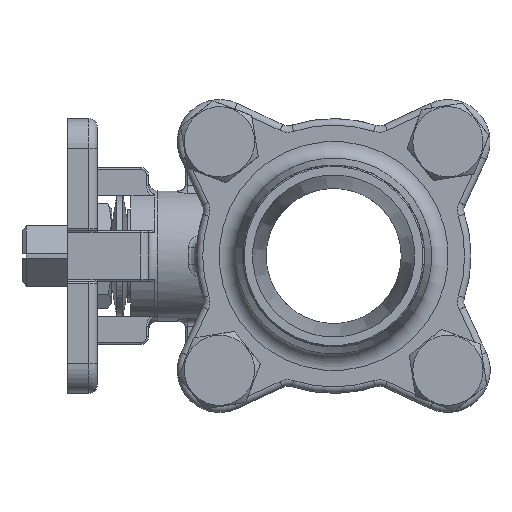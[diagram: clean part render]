
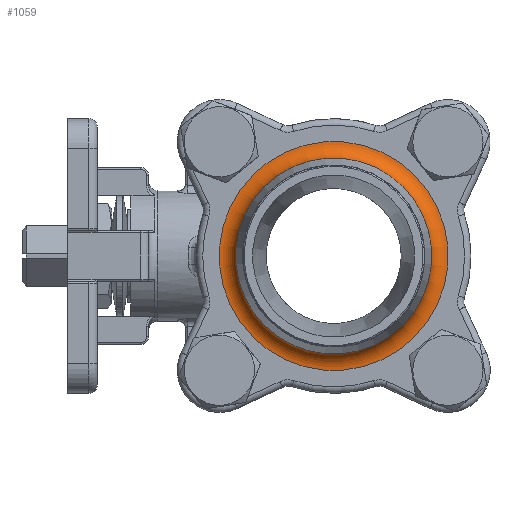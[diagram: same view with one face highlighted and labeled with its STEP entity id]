
A CAD part, left-side view. The second image highlights one B-rep face of the part: STEP entity #1059.
In plain terms, the highlighted toroidal (fillet/blend) face has major radius 27.106 mm and minor radius 4 mm.
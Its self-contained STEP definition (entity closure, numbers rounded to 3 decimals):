
#316 = TOROIDAL_SURFACE ( 'NONE', #31663, 27.106, 4. ) ;
#1059 = ADVANCED_FACE ( 'NONE', ( #13921, #5011 ), #316, .F. ) ;
#1253 = CARTESIAN_POINT ( 'NONE',  ( -34., 0., 0. ) ) ;
#1901 = AXIS2_PLACEMENT_3D ( 'NONE', #1253, #19404, #37579 ) ;
#3679 = EDGE_CURVE ( 'NONE', #8923, #8923, #19961, .T. ) ;
#5011 = FACE_OUTER_BOUND ( 'NONE', #36797, .T. ) ;
#5210 = VERTEX_POINT ( 'NONE', #32272 ) ;
#6535 = DIRECTION ( 'NONE',  ( 0., -0.707, -0.707 ) ) ;
#7203 = ORIENTED_EDGE ( 'NONE', *, *, #33764, .F. ) ;
#8923 = VERTEX_POINT ( 'NONE', #13386 ) ;
#13386 = CARTESIAN_POINT ( 'NONE',  ( -34., -19.167, -19.167 ) ) ;
#13921 = FACE_OUTER_BOUND ( 'NONE', #21909, .T. ) ;
#18381 = CARTESIAN_POINT ( 'NONE',  ( -38., 0., 0. ) ) ;
#19404 = DIRECTION ( 'NONE',  ( -1., 0., 0. ) ) ;
#19961 = CIRCLE ( 'NONE', #1901, 27.106 ) ;
#21909 = EDGE_LOOP ( 'NONE', ( #7203 ) ) ;
#23662 = ORIENTED_EDGE ( 'NONE', *, *, #3679, .T. ) ;
#26755 = AXIS2_PLACEMENT_3D ( 'NONE', #47638, #38091, #6535 ) ;
#31663 = AXIS2_PLACEMENT_3D ( 'NONE', #18381, #36562, #41333 ) ;
#32272 = CARTESIAN_POINT ( 'NONE',  ( -37.1, -16.411, -16.411 ) ) ;
#33764 = EDGE_CURVE ( 'NONE', #5210, #5210, #35287, .T. ) ;
#35287 = CIRCLE ( 'NONE', #26755, 23.208 ) ;
#36562 = DIRECTION ( 'NONE',  ( -1., 0., 0. ) ) ;
#36797 = EDGE_LOOP ( 'NONE', ( #23662 ) ) ;
#37579 = DIRECTION ( 'NONE',  ( 0., -0.707, -0.707 ) ) ;
#38091 = DIRECTION ( 'NONE',  ( -1., 0., 0. ) ) ;
#41333 = DIRECTION ( 'NONE',  ( 0., -0.707, -0.707 ) ) ;
#47638 = CARTESIAN_POINT ( 'NONE',  ( -37.1, 0., 0. ) ) ;
